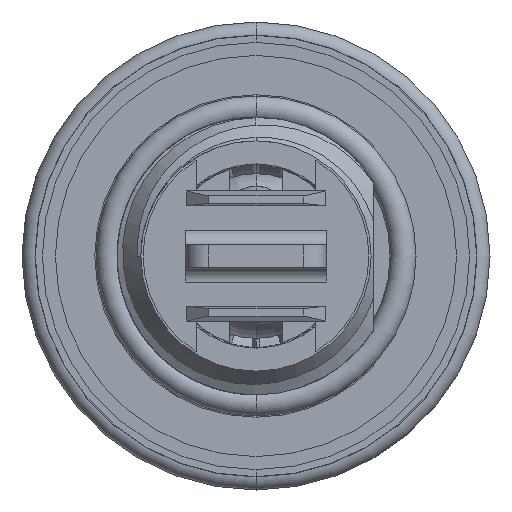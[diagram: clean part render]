
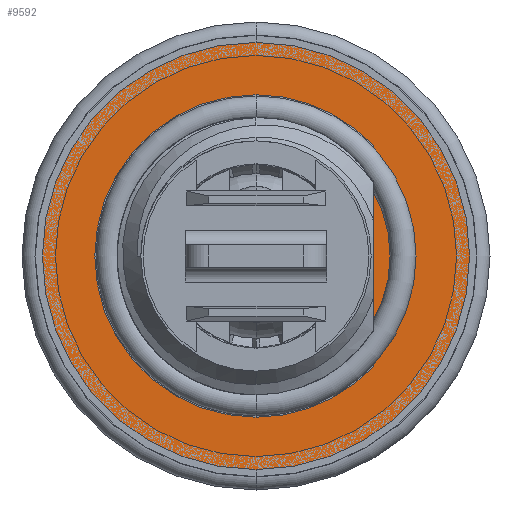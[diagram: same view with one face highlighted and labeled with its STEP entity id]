
A CAD part, front view. The second image highlights one B-rep face of the part: STEP entity #9592.
In plain terms, the highlighted planar face has unit normal (0, -1, 0).
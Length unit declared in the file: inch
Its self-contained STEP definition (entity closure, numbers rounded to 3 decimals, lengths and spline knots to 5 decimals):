
#15 = DIRECTION ( 'NONE',  ( 0., -1., 0. ) ) ;
#522 = EDGE_CURVE ( 'NONE', #7971, #14885, #3384, .T. ) ;
#1293 = FACE_OUTER_BOUND ( 'NONE', #13607, .T. ) ;
#2040 = PLANE ( 'NONE',  #13592 ) ;
#2189 = CIRCLE ( 'NONE', #3748, 0.217 ) ;
#3065 = AXIS2_PLACEMENT_3D ( 'NONE', #16085, #7831, #17486 ) ;
#3287 = CARTESIAN_POINT ( 'NONE',  ( 0., 1.575, -0.2875 ) ) ;
#3384 = CIRCLE ( 'NONE', #17315, 0.217 ) ;
#3428 = DIRECTION ( 'NONE',  ( 0., 0., 1. ) ) ;
#3463 = ORIENTED_EDGE ( 'NONE', *, *, #522, .F. ) ;
#3748 = AXIS2_PLACEMENT_3D ( 'NONE', #8239, #15, #9615 ) ;
#4129 = CARTESIAN_POINT ( 'NONE',  ( 0., 1.575, -0.217 ) ) ;
#4859 = VERTEX_POINT ( 'NONE', #10363 ) ;
#4996 = CARTESIAN_POINT ( 'NONE',  ( 0.158, 1.575, -0.14874 ) ) ;
#5147 = ORIENTED_EDGE ( 'NONE', *, *, #6862, .T. ) ;
#5411 = DIRECTION ( 'NONE',  ( 0., -1., 0. ) ) ;
#5514 = CARTESIAN_POINT ( 'NONE',  ( 0., 1.575, 0. ) ) ;
#5527 = CARTESIAN_POINT ( 'NONE',  ( 0., 1.575, 0. ) ) ;
#5994 = CIRCLE ( 'NONE', #3065, 0.217 ) ;
#6460 = CARTESIAN_POINT ( 'NONE',  ( 0., 1.575, 0.2875 ) ) ;
#6862 = EDGE_CURVE ( 'NONE', #7712, #13488, #12653, .T. ) ;
#6932 = DIRECTION ( 'NONE',  ( 0., 0., 1. ) ) ;
#7262 = ORIENTED_EDGE ( 'NONE', *, *, #12065, .F. ) ;
#7276 = AXIS2_PLACEMENT_3D ( 'NONE', #7512, #17152, #8898 ) ;
#7410 = VERTEX_POINT ( 'NONE', #8232 ) ;
#7512 = CARTESIAN_POINT ( 'NONE',  ( 0., 1.575, 0. ) ) ;
#7712 = VERTEX_POINT ( 'NONE', #6460 ) ;
#7831 = DIRECTION ( 'NONE',  ( 0., -1., 0. ) ) ;
#7971 = VERTEX_POINT ( 'NONE', #4129 ) ;
#8232 = CARTESIAN_POINT ( 'NONE',  ( 0.158, 1.575, 0.14874 ) ) ;
#8239 = CARTESIAN_POINT ( 'NONE',  ( 0., 1.575, 0. ) ) ;
#8507 = AXIS2_PLACEMENT_3D ( 'NONE', #5527, #15180, #6932 ) ;
#8592 = FACE_BOUND ( 'NONE', #17691, .T. ) ;
#8898 = DIRECTION ( 'NONE',  ( 0., 0., 1. ) ) ;
#9204 = EDGE_CURVE ( 'NONE', #4859, #7971, #2189, .T. ) ;
#9256 = CIRCLE ( 'NONE', #7276, 0.2875 ) ;
#9377 = ORIENTED_EDGE ( 'NONE', *, *, #9204, .F. ) ;
#9592 = ADVANCED_FACE ( 'NONE', ( #8592, #1293 ), #2040, .F. ) ;
#9615 = DIRECTION ( 'NONE',  ( 0., 0., -1. ) ) ;
#9739 = EDGE_CURVE ( 'NONE', #7410, #4859, #5994, .T. ) ;
#10015 = LINE ( 'NONE', #11438, #13706 ) ;
#10363 = CARTESIAN_POINT ( 'NONE',  ( 0., 1.575, 0.217 ) ) ;
#11438 = CARTESIAN_POINT ( 'NONE',  ( 0.158, 1.575, 0. ) ) ;
#11675 = ORIENTED_EDGE ( 'NONE', *, *, #16717, .T. ) ;
#11688 = DIRECTION ( 'NONE',  ( 0., 1., 0. ) ) ;
#12065 = EDGE_CURVE ( 'NONE', #14885, #7410, #10015, .T. ) ;
#12653 = CIRCLE ( 'NONE', #8507, 0.2875 ) ;
#12705 = ORIENTED_EDGE ( 'NONE', *, *, #9739, .F. ) ;
#12817 = DIRECTION ( 'NONE',  ( 0., 0., 1. ) ) ;
#13013 = CARTESIAN_POINT ( 'NONE',  ( -0.217, 1.575, 0. ) ) ;
#13488 = VERTEX_POINT ( 'NONE', #3287 ) ;
#13592 = AXIS2_PLACEMENT_3D ( 'NONE', #13013, #11688, #3428 ) ;
#13607 = EDGE_LOOP ( 'NONE', ( #5147, #11675 ) ) ;
#13613 = DIRECTION ( 'NONE',  ( 0., 0., -1. ) ) ;
#13706 = VECTOR ( 'NONE', #12817, 39.37008 ) ;
#14885 = VERTEX_POINT ( 'NONE', #4996 ) ;
#15180 = DIRECTION ( 'NONE',  ( 0., -1., 0. ) ) ;
#16085 = CARTESIAN_POINT ( 'NONE',  ( 0., 1.575, 0. ) ) ;
#16717 = EDGE_CURVE ( 'NONE', #13488, #7712, #9256, .T. ) ;
#17152 = DIRECTION ( 'NONE',  ( 0., -1., 0. ) ) ;
#17315 = AXIS2_PLACEMENT_3D ( 'NONE', #5514, #5411, #13613 ) ;
#17486 = DIRECTION ( 'NONE',  ( 0., 0., -1. ) ) ;
#17691 = EDGE_LOOP ( 'NONE', ( #12705, #7262, #3463, #9377 ) ) ;
